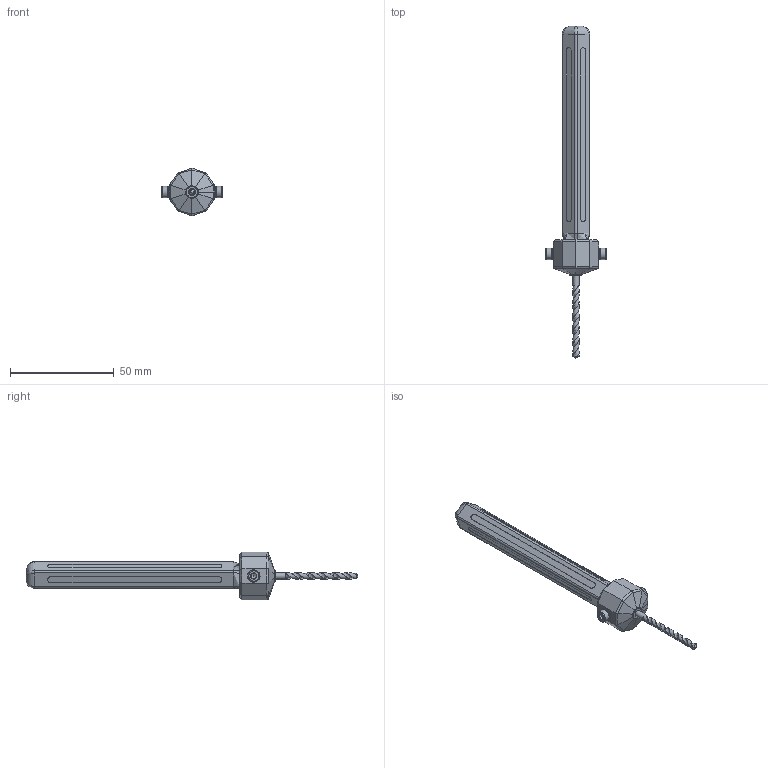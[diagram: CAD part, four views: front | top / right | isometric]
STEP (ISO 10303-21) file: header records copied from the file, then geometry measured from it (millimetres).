
FILE_DESCRIPTION(('FreeCAD Model'),'2;1');
FILE_NAME('Open CASCADE Shape Model','2024-05-21T20:04:18',(''),(''), 'Open CASCADE STEP processor 7.6','FreeCAD','Unknown');
FILE_SCHEMA(('AUTOMOTIVE_DESIGN { 1 0 10303 214 1 1 1 1 }'));
Length unit declared in the file: millimetre
Products named in the file (11): PentaDrillBitHolder; Handle; Tip; DrillBit-3mm (Mockup); Hardware; M3x10-Screw; M3x10-Screw001; M3-Nut; M3-Nut001; M3-Washer; M3-Washer001
Assembly tree (10 placements, depth 3):
  PentaDrillBitHolder
    Handle
    Tip
    DrillBit-3mm (Mockup)
    Hardware
      M3x10-Screw
      M3x10-Screw001
      M3-Nut
      M3-Nut001
      M3-Washer
      M3-Washer001
Bounding box: 29.05 x 160.15 x 22.89 mm (x, y, z)
Volume: 18251.3 mm3; surface area: 9685.5 mm2
Topology: 9 solids, 9 shells, 804 faces, 1972 edges, 1206 vertices
Faces by surface type: plane 306, bspline 220, cylinder 130, extrusion 91, cone 47, torus 10
Full cylindrical faces by diameter (mm): 2.459 x6, 3 x43, 3.2 x3, 3.4 x1, 5.5 x2, 6 x3, 9 x2, 9.5 x2
Entity records: 46129 total; most frequent: CARTESIAN_POINT 29078, ORIENTED_EDGE 3924, DIRECTION 2661, EDGE_CURVE 1962, VERTEX_POINT 1206, VECTOR 1011, LINE 920, FACE_BOUND 852
